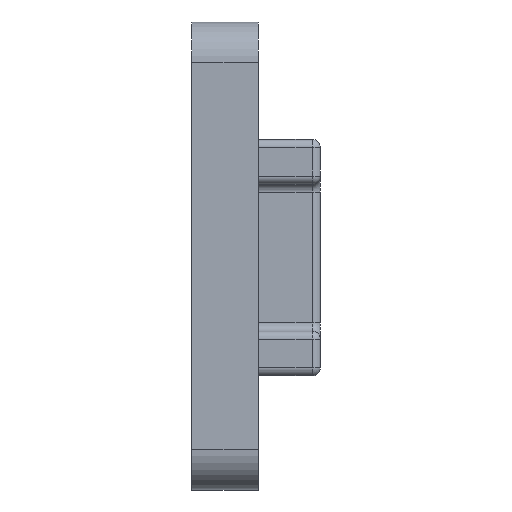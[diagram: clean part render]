
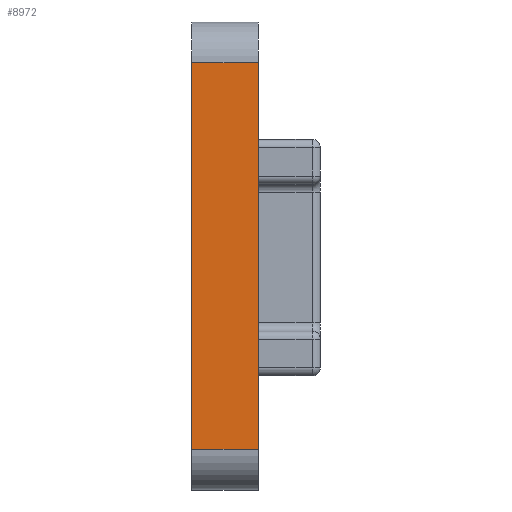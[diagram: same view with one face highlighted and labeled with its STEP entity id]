
A CAD part, front view. The second image highlights one B-rep face of the part: STEP entity #8972.
In plain terms, the highlighted planar face has unit normal (0, -1, 0).
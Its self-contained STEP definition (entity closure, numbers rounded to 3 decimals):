
#479 = VERTEX_POINT ( 'NONE', #8033 ) ;
#517 = CARTESIAN_POINT ( 'NONE',  ( 2.05, -18.65, 14.35 ) ) ;
#897 = CARTESIAN_POINT ( 'NONE',  ( 2.05, -18.65, 14.35 ) ) ;
#953 = CARTESIAN_POINT ( 'NONE',  ( 2.05, -18.65, -11.85 ) ) ;
#2735 = DIRECTION ( 'NONE',  ( 0., 1., 0. ) ) ;
#3638 = EDGE_CURVE ( 'NONE', #6527, #23898, #13964, .T. ) ;
#3720 = ORIENTED_EDGE ( 'NONE', *, *, #9584, .T. ) ;
#3754 = ORIENTED_EDGE ( 'NONE', *, *, #3638, .F. ) ;
#4406 = CARTESIAN_POINT ( 'NONE',  ( -2.05, -18.65, 14.35 ) ) ;
#4618 = VECTOR ( 'NONE', #15694, 1000. ) ;
#4733 = VERTEX_POINT ( 'NONE', #5948 ) ;
#4781 = DIRECTION ( 'NONE',  ( -1., 0., 0. ) ) ;
#5948 = CARTESIAN_POINT ( 'NONE',  ( -2.05, -18.65, -11.85 ) ) ;
#6108 = EDGE_CURVE ( 'NONE', #479, #4733, #15046, .T. ) ;
#6243 = PLANE ( 'NONE',  #12935 ) ;
#6523 = DIRECTION ( 'NONE',  ( 0., 0., -1. ) ) ;
#6527 = VERTEX_POINT ( 'NONE', #9121 ) ;
#8033 = CARTESIAN_POINT ( 'NONE',  ( -2.05, -18.65, 11.85 ) ) ;
#8190 = EDGE_LOOP ( 'NONE', ( #11356, #3720, #3754, #16453 ) ) ;
#8220 = VECTOR ( 'NONE', #4781, 1000. ) ;
#8972 = ADVANCED_FACE ( 'NONE', ( #17030 ), #6243, .F. ) ;
#9121 = CARTESIAN_POINT ( 'NONE',  ( 2.05, -18.65, 11.85 ) ) ;
#9584 = EDGE_CURVE ( 'NONE', #4733, #23898, #17590, .T. ) ;
#10781 = VECTOR ( 'NONE', #6523, 1000. ) ;
#11356 = ORIENTED_EDGE ( 'NONE', *, *, #6108, .T. ) ;
#11954 = CARTESIAN_POINT ( 'NONE',  ( 2.05, -18.65, 11.85 ) ) ;
#12935 = AXIS2_PLACEMENT_3D ( 'NONE', #897, #2735, #13850 ) ;
#13402 = DIRECTION ( 'NONE',  ( 0., 0., -1. ) ) ;
#13850 = DIRECTION ( 'NONE',  ( 0., 0., 1. ) ) ;
#13964 = LINE ( 'NONE', #517, #19775 ) ;
#14827 = LINE ( 'NONE', #11954, #8220 ) ;
#15046 = LINE ( 'NONE', #4406, #10781 ) ;
#15694 = DIRECTION ( 'NONE',  ( 1., 0., 0. ) ) ;
#16453 = ORIENTED_EDGE ( 'NONE', *, *, #22643, .T. ) ;
#17030 = FACE_OUTER_BOUND ( 'NONE', #8190, .T. ) ;
#17590 = LINE ( 'NONE', #953, #4618 ) ;
#19775 = VECTOR ( 'NONE', #13402, 1000. ) ;
#19886 = CARTESIAN_POINT ( 'NONE',  ( 2.05, -18.65, -11.85 ) ) ;
#22643 = EDGE_CURVE ( 'NONE', #6527, #479, #14827, .T. ) ;
#23898 = VERTEX_POINT ( 'NONE', #19886 ) ;
